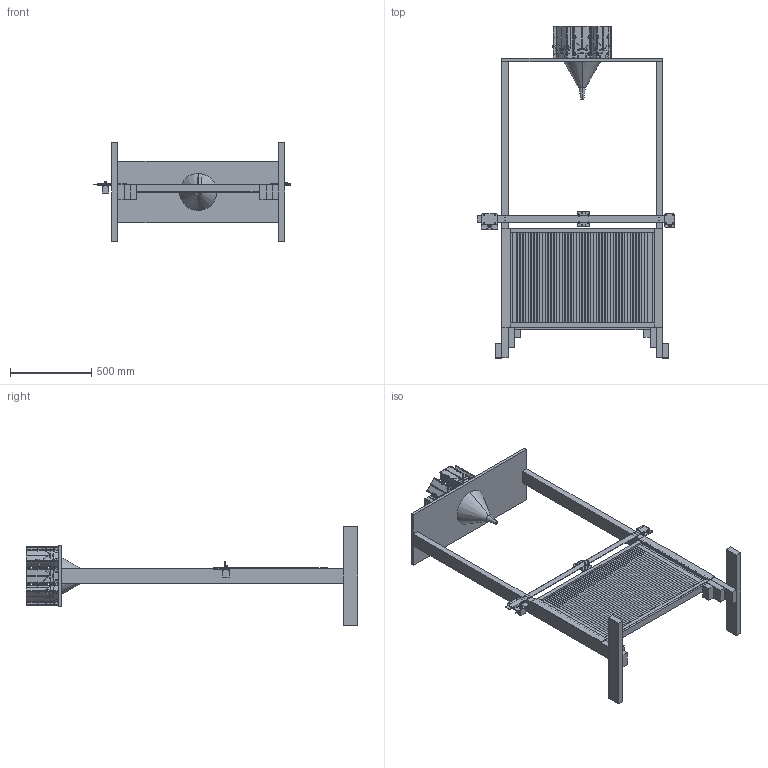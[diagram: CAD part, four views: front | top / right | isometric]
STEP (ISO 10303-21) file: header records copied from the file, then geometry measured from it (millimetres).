
FILE_DESCRIPTION (( 'STEP AP203' ), '1' );
FILE_NAME ('skittle_pixel_machine.STEP', '2019-07-08T23:00:25', ( '' ), ( '' ), 'SwSTEP 2.0', 'SolidWorks 2018', '' );
FILE_SCHEMA (( 'CONFIG_CONTROL_DESIGN' ));
Length unit declared in the file: inch
Products named in the file (47): SS_01GL_E_BASE; skittle_ramp_SD; glass_support_4; dispenser_disc_2_SD; guide_rail; dispenser_disc_1_SD; disc_bottom_SD; skittle_pixel_machine; bin_plate_support_1; back_plate_SD; idler_mount_back_SM; ramp_3_SD; front_panel_spacer; skittle_dispenser_v3; side_support; legs; 5mm_bore_20_tooth_pulley; glass_support_3; glass_support_2; glass_support; idler_mount; front_plate_SD; 5mm_bore_6mm_belt_idler; eight_skittle_dispeners; collection_funnel; motor_mount_back_SM; bin_side; servo_mount_SD; m5_threaded_rod; back_panel; front_panel; motor_mount; rail_cart; linear_axis; ramp_1_SD; nema17_stepper_motor_48mm; ramp_2_SD; servo_arm_star; release_plate_support; servo_motor ...
Assembly tree (114 placements, depth 5):
  skittle_pixel_machine
    front_panel
    side_support  x2
    back_panel
    top_canister_plate
    collection_funnel
    front_panel_spacer  x2
    bottom_release_plate
    release_plate_support  x2
    legs  x2
    eight_skittle_dispeners
      skittle_dispenser_v3  x8
        front_plate_SD
        servo_mount_SD
        servo_arm_star
        servo_motor
        side_plate_SD
        skittle
        dispenser_disc_2_SD
        dispenser_disc_1_SD
        disc_bottom_SD
        limit_switch_SS_01GL_E
          SS_01GL_E_BASE
          SS_01GL_E_ACTUATOR
        ramp_3_SD
        ramp_1_SD
        skittle_ramp_SD
        ramp_2_SD
        back_plate_SD
    bin_side  x47
    linear_axis
      guide_rail
      motor_mount
      idler_mount
      idler_mount_back_SM
      motor_mount_back_SM
      rail_cart
      nema17_stepper_motor_48mm
      5mm_bore_20_tooth_pulley
      5mm_bore_6mm_belt_idler
      4x13x6mm_v_bearing  x4
      m5_threaded_rod  x2
    glass_support  x2
    bin_plate_support_1  x2
    glass_support_2  x2
    glass_support_3  x2
    glass_support_4  x2
Bounding box: 1219.2 x 2047.85 x 609.6 mm (x, y, z)
Volume: 47381432.7 mm3; surface area: 8629537.8 mm2
Topology: 229 solids, 229 shells, 6374 faces, 17572 edges, 11690 vertices
Faces by surface type: plane 5400, cylinder 938, cone 20, bspline 16
Entity records: 41078 total; most frequent: CARTESIAN_POINT 6024, ORIENTED_EDGE 5766, DIRECTION 5689, EDGE_CURVE 2883, LINE 2439, VECTOR 2439, VERTEX_POINT 1920, AXIS2_PLACEMENT_3D 1625
